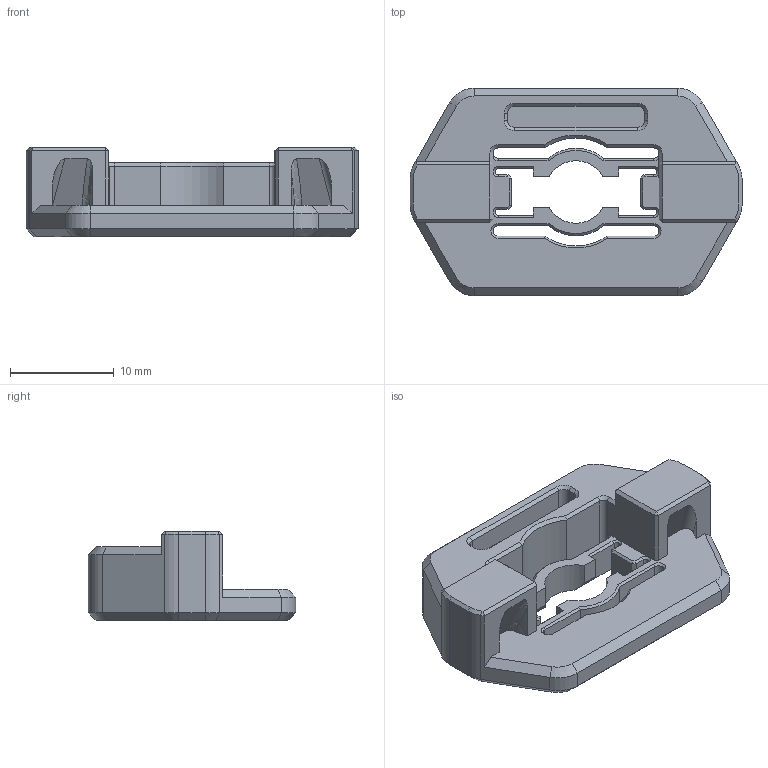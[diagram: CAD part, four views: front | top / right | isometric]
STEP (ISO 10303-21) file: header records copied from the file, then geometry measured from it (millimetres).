
FILE_DESCRIPTION(/* description */ (''),/* implementation_level */ '2;1');
FILE_NAME(/* name */ 'Single Lock 4mm.step',/* time_stamp */ '2023-03-16T05:46:17-05:00',/* author */ (''),/* organization */ (''),/* preprocessor_version */ 'ST-DEVELOPER v19.2',/* originating_system */ 'Autodesk Translation Framework v11.17.0.187',/* authorisation */ '');
FILE_SCHEMA (('AUTOMOTIVE_DESIGN { 1 0 10303 214 3 1 1 }'));
Length unit declared in the file: millimetre
Products named in the file (1): (Unsaved)
Bounding box: 32 x 20 x 8.6 mm (x, y, z)
Volume: 2412.1 mm3; surface area: 2096.8 mm2
Topology: 1 solids, 1 shells, 211 faces, 526 edges, 318 vertices
Faces by surface type: plane 135, cylinder 36, cone 36, bspline 4
Full cylindrical faces by diameter (mm): 1.5 x2
Entity records: 6419 total; most frequent: CARTESIAN_POINT 1332, DIRECTION 1056, ORIENTED_EDGE 1052, EDGE_CURVE 526, LINE 376, VECTOR 376, AXIS2_PLACEMENT_3D 340, VERTEX_POINT 318
